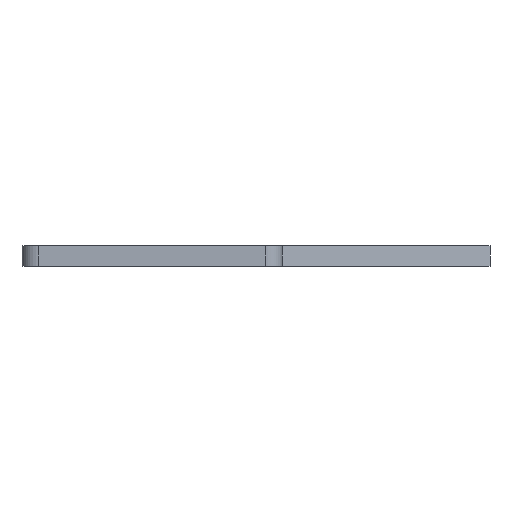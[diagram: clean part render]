
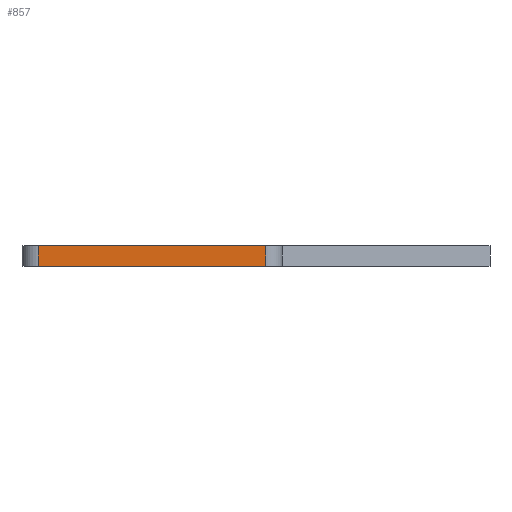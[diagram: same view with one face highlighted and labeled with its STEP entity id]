
A CAD part, left-side view. The second image highlights one B-rep face of the part: STEP entity #857.
In plain terms, the highlighted planar face has unit normal (-1, 0, 0).
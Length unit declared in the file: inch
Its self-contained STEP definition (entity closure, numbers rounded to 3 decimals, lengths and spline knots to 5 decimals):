
#72=PLANE('',#962);
#111=FACE_OUTER_BOUND('',#201,.T.);
#201=EDGE_LOOP('',(#765,#766,#767,#768));
#227=LINE('',#1321,#280);
#237=LINE('',#1386,#290);
#254=LINE('',#1449,#307);
#256=LINE('',#1452,#309);
#280=VECTOR('',#1064,0.3937);
#290=VECTOR('',#1128,0.3937);
#307=VECTOR('',#1209,0.3937);
#309=VECTOR('',#1213,0.3937);
#400=VERTEX_POINT('',#1302);
#408=VERTEX_POINT('',#1319);
#435=VERTEX_POINT('',#1383);
#436=VERTEX_POINT('',#1385);
#495=EDGE_CURVE('',#408,#400,#227,.T.);
#526=EDGE_CURVE('',#435,#436,#237,.T.);
#558=EDGE_CURVE('',#400,#435,#254,.T.);
#560=EDGE_CURVE('',#436,#408,#256,.T.);
#765=ORIENTED_EDGE('',*,*,#558,.F.);
#766=ORIENTED_EDGE('',*,*,#495,.F.);
#767=ORIENTED_EDGE('',*,*,#560,.F.);
#768=ORIENTED_EDGE('',*,*,#526,.F.);
#857=ADVANCED_FACE('',(#111),#72,.T.);
#962=AXIS2_PLACEMENT_3D('',#1451,#1211,#1212);
#1064=DIRECTION('',(0.,1.,0.));
#1128=DIRECTION('',(0.,-1.,0.));
#1209=DIRECTION('',(0.,0.,1.));
#1211=DIRECTION('center_axis',(-1.,0.,0.));
#1212=DIRECTION('ref_axis',(0.,1.,0.));
#1213=DIRECTION('',(0.,0.,-1.));
#1302=CARTESIAN_POINT('',(0.,2.34252,-0.2));
#1319=CARTESIAN_POINT('',(0.,0.15748,-0.2));
#1321=CARTESIAN_POINT('',(0.,2.5,-0.2));
#1383=CARTESIAN_POINT('',(0.,2.34252,0.));
#1385=CARTESIAN_POINT('',(0.,0.15748,0.));
#1386=CARTESIAN_POINT('',(0.,2.5,0.));
#1449=CARTESIAN_POINT('',(0.,2.34252,0.));
#1451=CARTESIAN_POINT('Origin',(0.,0.,0.));
#1452=CARTESIAN_POINT('',(0.,0.15748,0.));
